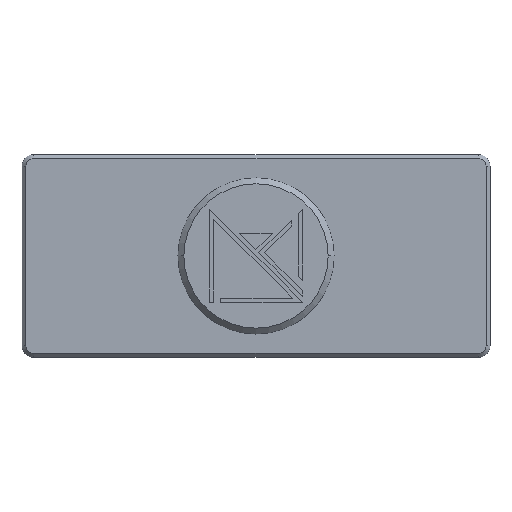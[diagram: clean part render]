
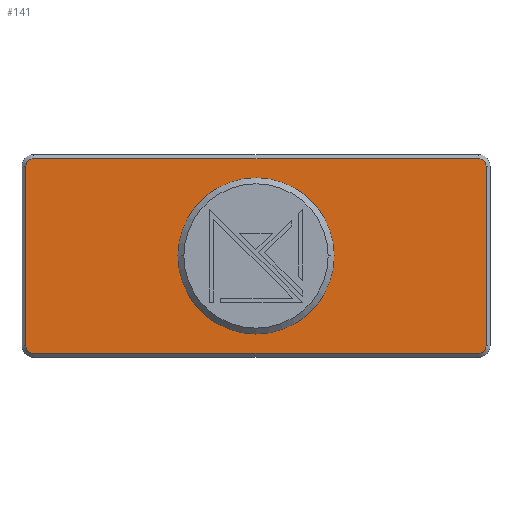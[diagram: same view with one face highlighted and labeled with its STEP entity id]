
A CAD part, top view. The second image highlights one B-rep face of the part: STEP entity #141.
In plain terms, the highlighted planar face has unit normal (0, 0, 1).
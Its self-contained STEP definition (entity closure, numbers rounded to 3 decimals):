
#52=CARTESIAN_POINT('Axis2P3D Location',(0.,0.,16.2)) ;
#57=CARTESIAN_POINT('Line Origine',(0.,-49.95,16.2)) ;
#61=CARTESIAN_POINT('Vertex',(-114.,-49.95,16.2)) ;
#63=CARTESIAN_POINT('Vertex',(114.,-49.95,16.2)) ;
#66=CARTESIAN_POINT('Axis2P3D Location',(114.,-46.,16.2)) ;
#70=CARTESIAN_POINT('Vertex',(117.95,-46.,16.2)) ;
#73=CARTESIAN_POINT('Line Origine',(117.95,0.,16.2)) ;
#77=CARTESIAN_POINT('Vertex',(117.95,46.,16.2)) ;
#80=CARTESIAN_POINT('Axis2P3D Location',(114.,46.,16.2)) ;
#84=CARTESIAN_POINT('Vertex',(114.,49.95,16.2)) ;
#87=CARTESIAN_POINT('Line Origine',(0.,49.95,16.2)) ;
#91=CARTESIAN_POINT('Vertex',(-114.,49.95,16.2)) ;
#94=CARTESIAN_POINT('Axis2P3D Location',(-114.,46.,16.2)) ;
#98=CARTESIAN_POINT('Vertex',(-117.95,46.,16.2)) ;
#101=CARTESIAN_POINT('Line Origine',(-117.95,0.,16.2)) ;
#105=CARTESIAN_POINT('Vertex',(-117.95,-46.,16.2)) ;
#108=CARTESIAN_POINT('Axis2P3D Location',(-114.,-46.,16.2)) ;
#123=CARTESIAN_POINT('Axis2P3D Location',(0.,0.,16.2)) ;
#127=CARTESIAN_POINT('Vertex',(40.,0.,16.2)) ;
#129=CARTESIAN_POINT('Vertex',(-40.,0.,16.2)) ;
#132=CARTESIAN_POINT('Axis2P3D Location',(0.,0.,16.2)) ;
#53=DIRECTION('Axis2P3D Direction',(0.,0.,1.)) ;
#54=DIRECTION('Axis2P3D XDirection',(1.,0.,0.)) ;
#58=DIRECTION('Vector Direction',(1.,0.,0.)) ;
#67=DIRECTION('Axis2P3D Direction',(0.,0.,1.)) ;
#74=DIRECTION('Vector Direction',(0.,1.,0.)) ;
#81=DIRECTION('Axis2P3D Direction',(0.,0.,1.)) ;
#88=DIRECTION('Vector Direction',(-1.,0.,0.)) ;
#95=DIRECTION('Axis2P3D Direction',(0.,0.,1.)) ;
#102=DIRECTION('Vector Direction',(0.,-1.,0.)) ;
#109=DIRECTION('Axis2P3D Direction',(0.,0.,1.)) ;
#124=DIRECTION('Axis2P3D Direction',(0.,0.,1.)) ;
#133=DIRECTION('Axis2P3D Direction',(0.,0.,1.)) ;
#55=AXIS2_PLACEMENT_3D('Plane Axis2P3D',#52,#53,#54) ;
#68=AXIS2_PLACEMENT_3D('Circle Axis2P3D',#66,#67,$) ;
#82=AXIS2_PLACEMENT_3D('Circle Axis2P3D',#80,#81,$) ;
#96=AXIS2_PLACEMENT_3D('Circle Axis2P3D',#94,#95,$) ;
#110=AXIS2_PLACEMENT_3D('Circle Axis2P3D',#108,#109,$) ;
#125=AXIS2_PLACEMENT_3D('Circle Axis2P3D',#123,#124,$) ;
#134=AXIS2_PLACEMENT_3D('Circle Axis2P3D',#132,#133,$) ;
#114=ORIENTED_EDGE('',*,*,#65,.T.) ;
#115=ORIENTED_EDGE('',*,*,#72,.T.) ;
#116=ORIENTED_EDGE('',*,*,#79,.T.) ;
#117=ORIENTED_EDGE('',*,*,#86,.T.) ;
#118=ORIENTED_EDGE('',*,*,#93,.T.) ;
#119=ORIENTED_EDGE('',*,*,#100,.T.) ;
#120=ORIENTED_EDGE('',*,*,#107,.T.) ;
#121=ORIENTED_EDGE('',*,*,#112,.T.) ;
#138=ORIENTED_EDGE('',*,*,#131,.F.) ;
#139=ORIENTED_EDGE('',*,*,#136,.F.) ;
#140=FACE_BOUND('',#137,.T.) ;
#59=VECTOR('Line Direction',#58,1.) ;
#75=VECTOR('Line Direction',#74,1.) ;
#89=VECTOR('Line Direction',#88,1.) ;
#103=VECTOR('Line Direction',#102,1.) ;
#141=ADVANCED_FACE('PartBody',(#122,#140),#56,.T.) ;
#69=CIRCLE('generated circle',#68,3.95) ;
#83=CIRCLE('generated circle',#82,3.95) ;
#97=CIRCLE('generated circle',#96,3.95) ;
#111=CIRCLE('generated circle',#110,3.95) ;
#126=CIRCLE('generated circle',#125,40.) ;
#135=CIRCLE('generated circle',#134,40.) ;
#65=EDGE_CURVE('',#62,#64,#60,.T.) ;
#72=EDGE_CURVE('',#64,#71,#69,.T.) ;
#79=EDGE_CURVE('',#71,#78,#76,.T.) ;
#86=EDGE_CURVE('',#78,#85,#83,.T.) ;
#93=EDGE_CURVE('',#85,#92,#90,.T.) ;
#100=EDGE_CURVE('',#92,#99,#97,.T.) ;
#107=EDGE_CURVE('',#99,#106,#104,.T.) ;
#112=EDGE_CURVE('',#106,#62,#111,.T.) ;
#131=EDGE_CURVE('',#128,#130,#126,.T.) ;
#136=EDGE_CURVE('',#130,#128,#135,.T.) ;
#113=EDGE_LOOP('',(#114,#115,#116,#117,#118,#119,#120,#121)) ;
#137=EDGE_LOOP('',(#138,#139)) ;
#122=FACE_OUTER_BOUND('',#113,.T.) ;
#60=LINE('Line',#57,#59) ;
#76=LINE('Line',#73,#75) ;
#90=LINE('Line',#87,#89) ;
#104=LINE('Line',#101,#103) ;
#56=PLANE('Plane',#55) ;
#62=VERTEX_POINT('',#61) ;
#64=VERTEX_POINT('',#63) ;
#71=VERTEX_POINT('',#70) ;
#78=VERTEX_POINT('',#77) ;
#85=VERTEX_POINT('',#84) ;
#92=VERTEX_POINT('',#91) ;
#99=VERTEX_POINT('',#98) ;
#106=VERTEX_POINT('',#105) ;
#128=VERTEX_POINT('',#127) ;
#130=VERTEX_POINT('',#129) ;
